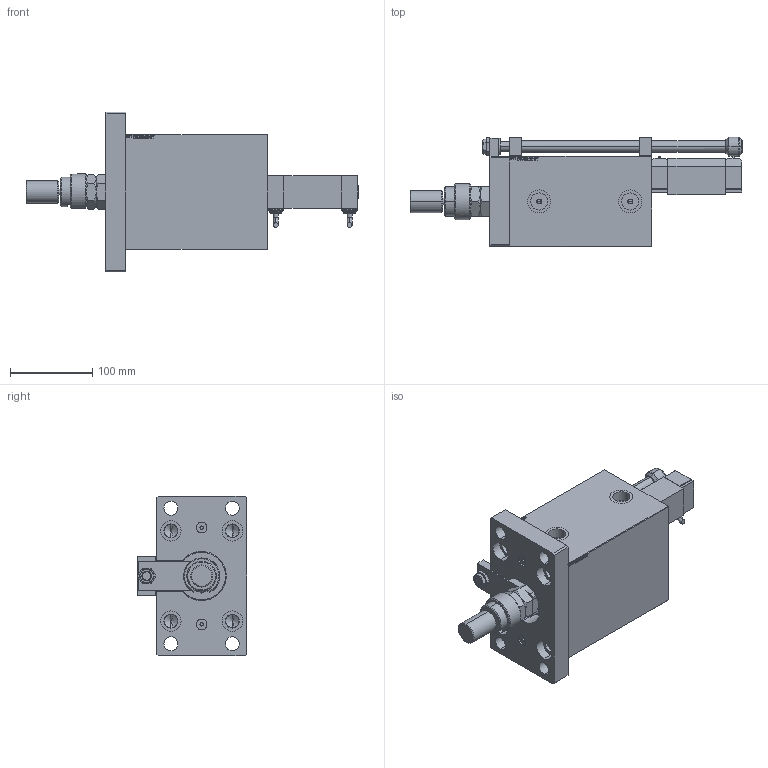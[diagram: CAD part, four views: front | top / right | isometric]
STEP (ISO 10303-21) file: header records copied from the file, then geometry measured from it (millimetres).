
FILE_DESCRIPTION (( 'STEP AP203' ), '1' );
FILE_NAME ('98f1.STEP', '2021-03-16T17:01:15', ( '' ), ( '' ), 'SwSTEP 2.0', 'SolidWorks 2019', '' );
FILE_SCHEMA (( 'CONFIG_CONTROL_DESIGN' ));
Length unit declared in the file: millimetre
Products named in the file (20): TYC_P 7201a076250968280735d64e745b6384; FLANGE 7201a076250968280735d64e745b6384; FEMALE_PART_FOR_DFA KonfiguratorJanSvoboda 0679; MFA 7201a076250968280735d64e745b6384; ZARAZKA_P 7201a076250968280735d64e745b6384; SWITCH_P_FRONT_BACK 7201a076250968280735d64e745b6384; MIDDLE 7201a076250968280735d64e745b6384; NUT_D16 7201a076250968280735d64e745b6384; MFA KonfiguratorJanSvoboda 0679; 98f1; DFA 7201a076250968280735d64e745b6384; V450CM_B 7201a076250968280735d64e745b6384; FEMALE_PART_FOR_DFA 7201a076250968280735d64e745b6384; V450CM_VC_B 7201a076250968280735d64e745b6384; SWITCH DIM W_B 7201a076250968280735d64e745b6384; V450CM_B_VCP 7201a076250968280735d64e745b6384; P_V_Z_DFA KonfiguratorJanSvoboda 0679; SWITCH P 7201a076250968280735d64e745b6384; NUT_D19_P 7201a076250968280735d64e745b6384; KROUZEK_PRO_TYC 7201a076250968280735d64e745b6384
Assembly tree (21 placements, depth 3):
  98f1
    V450CM_B 7201a076250968280735d64e745b6384
    V450CM_B_VCP 7201a076250968280735d64e745b6384
    V450CM_VC_B 7201a076250968280735d64e745b6384
    NUT_D16 7201a076250968280735d64e745b6384
    NUT_D19_P 7201a076250968280735d64e745b6384
    SWITCH DIM W_B 7201a076250968280735d64e745b6384
    ZARAZKA_P 7201a076250968280735d64e745b6384
    TYC_P 7201a076250968280735d64e745b6384
    SWITCH_P_FRONT_BACK 7201a076250968280735d64e745b6384  x2
    SWITCH P 7201a076250968280735d64e745b6384  x2
    MIDDLE 7201a076250968280735d64e745b6384
    KROUZEK_PRO_TYC 7201a076250968280735d64e745b6384
    DFA 7201a076250968280735d64e745b6384
      FEMALE_PART_FOR_DFA 7201a076250968280735d64e745b6384
      MFA 7201a076250968280735d64e745b6384
    FLANGE 7201a076250968280735d64e745b6384
    P_V_Z_DFA KonfiguratorJanSvoboda 0679
      FEMALE_PART_FOR_DFA KonfiguratorJanSvoboda 0679
      MFA KonfiguratorJanSvoboda 0679
Bounding box: 404.8 x 133.5 x 195 mm (x, y, z)
Volume: 3047217.7 mm3; surface area: 390469.2 mm2
Topology: 19 solids, 19 shells, 1347 faces, 3310 edges, 2126 vertices
Faces by surface type: plane 594, bspline 380, cylinder 184, cone 149, torus 40
Entity records: 58225 total; most frequent: CARTESIAN_POINT 28159, ORIENTED_EDGE 6288, DIRECTION 4607, EDGE_CURVE 3144, VERTEX_POINT 2030, VECTOR 1707, LINE 1707, EDGE_LOOP 1468
